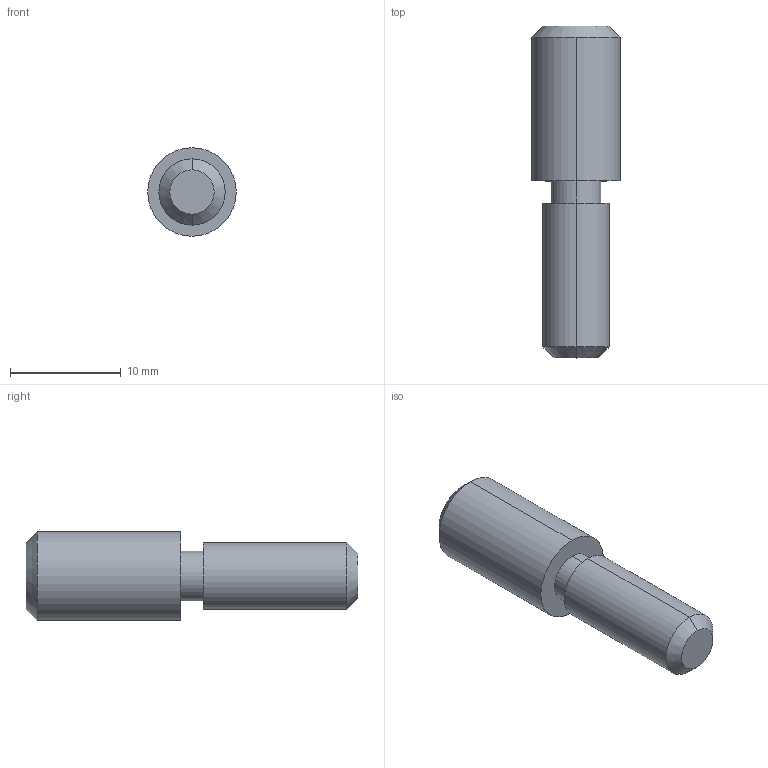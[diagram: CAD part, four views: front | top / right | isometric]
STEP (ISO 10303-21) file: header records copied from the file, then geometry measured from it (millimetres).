
FILE_DESCRIPTION (( 'STEP AP203' ), '1' );
FILE_NAME ('50235-240-M6M8.step', '2020-07-02T07:42:08', ( '' ), ( '' ), 'SwSTEP 2.0', 'SolidWorks 2018', '' );
FILE_SCHEMA (( 'CONFIG_CONTROL_DESIGN' ));
Length unit declared in the file: millimetre
Products named in the file (1): 50235-240-M6M8
Bounding box: 8 x 30 x 8 mm (x, y, z)
Volume: 1111.4 mm3; surface area: 743.6 mm2
Topology: 1 solids, 1 shells, 310 faces, 821 edges, 546 vertices
Faces by surface type: plane 166, bspline 134, cylinder 6, cone 4
Entity records: 17010 total; most frequent: CARTESIAN_POINT 10140, ORIENTED_EDGE 1642, DIRECTION 923, EDGE_CURVE 821, VERTEX_POINT 546, LINE 537, VECTOR 537, EDGE_LOOP 343
